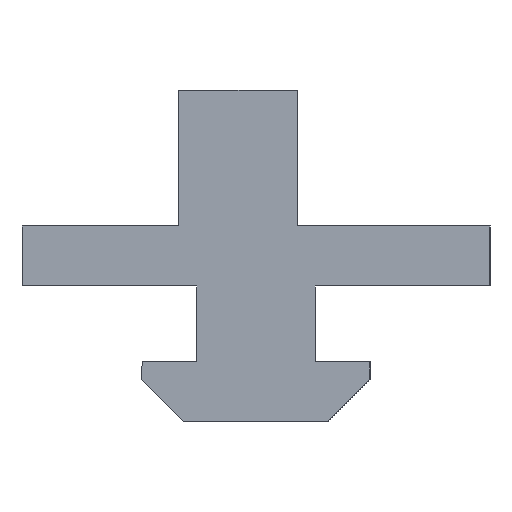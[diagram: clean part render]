
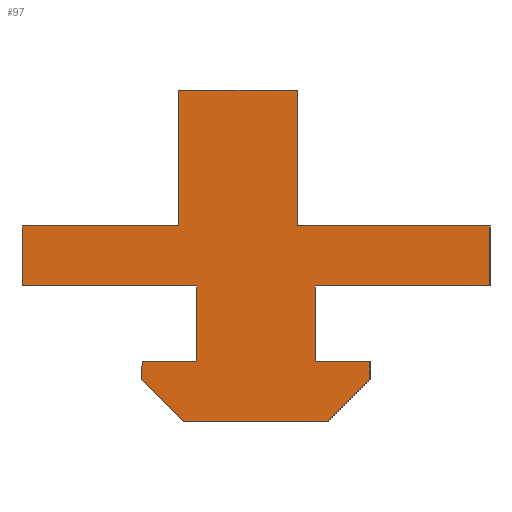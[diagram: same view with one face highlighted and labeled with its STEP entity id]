
A CAD part, left-side view. The second image highlights one B-rep face of the part: STEP entity #97.
In plain terms, the highlighted planar face has unit normal (-1, 0, 0).
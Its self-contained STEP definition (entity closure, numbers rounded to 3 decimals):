
#5 = CARTESIAN_POINT ( 'NONE',  ( 0., -4.95, 0. ) ) ;
#14 = VECTOR ( 'NONE', #1039, 1000. ) ;
#26 = LINE ( 'NONE', #945, #14 ) ;
#27 = VECTOR ( 'NONE', #54, 1000. ) ;
#30 = CARTESIAN_POINT ( 'NONE',  ( 0., -6., -11.3 ) ) ;
#36 = DIRECTION ( 'NONE',  ( 0., -1., 0. ) ) ;
#39 = LINE ( 'NONE', #932, #619 ) ;
#40 = LINE ( 'NONE', #197, #946 ) ;
#42 = ORIENTED_EDGE ( 'NONE', *, *, #496, .T. ) ;
#53 = ORIENTED_EDGE ( 'NONE', *, *, #613, .T. ) ;
#54 = DIRECTION ( 'NONE',  ( 0., 1., 0. ) ) ;
#58 = EDGE_CURVE ( 'NONE', #500, #169, #225, .T. ) ;
#68 = VECTOR ( 'NONE', #813, 1000. ) ;
#71 = DIRECTION ( 'NONE',  ( 0., -1., 0. ) ) ;
#90 = EDGE_CURVE ( 'NONE', #895, #500, #893, .T. ) ;
#94 = VECTOR ( 'NONE', #1073, 1000. ) ;
#97 = ADVANCED_FACE ( 'NONE', ( #1104 ), #660, .T. ) ;
#101 = CARTESIAN_POINT ( 'NONE',  ( 0., 6., -11.3 ) ) ;
#128 = VERTEX_POINT ( 'NONE', #507 ) ;
#139 = CARTESIAN_POINT ( 'NONE',  ( 0., 9.5, -6.3 ) ) ;
#144 = VERTEX_POINT ( 'NONE', #410 ) ;
#148 = DIRECTION ( 'NONE',  ( 0., -1., 0. ) ) ;
#158 = EDGE_CURVE ( 'NONE', #322, #966, #636, .T. ) ;
#160 = CARTESIAN_POINT ( 'NONE',  ( 0., 0., -11.3 ) ) ;
#167 = LINE ( 'NONE', #848, #27 ) ;
#169 = VERTEX_POINT ( 'NONE', #401 ) ;
#177 = EDGE_CURVE ( 'NONE', #128, #966, #167, .T. ) ;
#183 = CARTESIAN_POINT ( 'NONE',  ( 0., 4.95, 0. ) ) ;
#196 = VERTEX_POINT ( 'NONE', #493 ) ;
#197 = CARTESIAN_POINT ( 'NONE',  ( 0., 9.5, -7.8 ) ) ;
#201 = CARTESIAN_POINT ( 'NONE',  ( 0., 19.5, 0. ) ) ;
#209 = LINE ( 'NONE', #251, #916 ) ;
#215 = ORIENTED_EDGE ( 'NONE', *, *, #741, .T. ) ;
#217 = EDGE_LOOP ( 'NONE', ( #53, #996, #774, #766, #295, #909, #403, #1035, #215, #296, #1032, #643, #791, #455, #1108, #608, #42, #993 ) ) ;
#225 = LINE ( 'NONE', #816, #1130 ) ;
#230 = VERTEX_POINT ( 'NONE', #341 ) ;
#245 = CARTESIAN_POINT ( 'NONE',  ( 0., 0., 0. ) ) ;
#251 = CARTESIAN_POINT ( 'NONE',  ( 0., -6., -11.3 ) ) ;
#268 = VERTEX_POINT ( 'NONE', #600 ) ;
#280 = LINE ( 'NONE', #201, #68 ) ;
#287 = EDGE_CURVE ( 'NONE', #169, #196, #524, .T. ) ;
#295 = ORIENTED_EDGE ( 'NONE', *, *, #90, .T. ) ;
#296 = ORIENTED_EDGE ( 'NONE', *, *, #399, .T. ) ;
#301 = CARTESIAN_POINT ( 'NONE',  ( 0., 0., -6.3 ) ) ;
#314 = DIRECTION ( 'NONE',  ( -1., 0., 0. ) ) ;
#321 = EDGE_CURVE ( 'NONE', #571, #895, #691, .T. ) ;
#322 = VERTEX_POINT ( 'NONE', #686 ) ;
#330 = DIRECTION ( 'NONE',  ( 0., 0., 1. ) ) ;
#341 = CARTESIAN_POINT ( 'NONE',  ( 0., -4.95, -6.3 ) ) ;
#356 = EDGE_CURVE ( 'NONE', #144, #268, #26, .T. ) ;
#373 = LINE ( 'NONE', #822, #582 ) ;
#376 = VERTEX_POINT ( 'NONE', #690 ) ;
#382 = DIRECTION ( 'NONE',  ( 0., -0.707, -0.707 ) ) ;
#397 = LINE ( 'NONE', #1110, #944 ) ;
#399 = EDGE_CURVE ( 'NONE', #937, #128, #930, .T. ) ;
#400 = LINE ( 'NONE', #301, #94 ) ;
#401 = CARTESIAN_POINT ( 'NONE',  ( 0., 6.45, 5. ) ) ;
#403 = ORIENTED_EDGE ( 'NONE', *, *, #287, .T. ) ;
#410 = CARTESIAN_POINT ( 'NONE',  ( 0., -9.5, -6.3 ) ) ;
#412 = CARTESIAN_POINT ( 'NONE',  ( 0., -19.5, 0. ) ) ;
#413 = EDGE_CURVE ( 'NONE', #230, #679, #701, .T. ) ;
#436 = DIRECTION ( 'NONE',  ( 0., -0.707, 0.707 ) ) ;
#445 = EDGE_CURVE ( 'NONE', #196, #722, #280, .T. ) ;
#452 = LINE ( 'NONE', #412, #480 ) ;
#455 = ORIENTED_EDGE ( 'NONE', *, *, #805, .T. ) ;
#467 = CARTESIAN_POINT ( 'NONE',  ( 0., -3.45, 5. ) ) ;
#480 = VECTOR ( 'NONE', #505, 1000. ) ;
#493 = CARTESIAN_POINT ( 'NONE',  ( 0., 19.5, 5. ) ) ;
#496 = EDGE_CURVE ( 'NONE', #144, #230, #400, .T. ) ;
#500 = VERTEX_POINT ( 'NONE', #648 ) ;
#505 = DIRECTION ( 'NONE',  ( 0., 0., -1. ) ) ;
#506 = EDGE_CURVE ( 'NONE', #322, #542, #40, .T. ) ;
#507 = CARTESIAN_POINT ( 'NONE',  ( 0., 4.95, -6.3 ) ) ;
#514 = CARTESIAN_POINT ( 'NONE',  ( 0., 0., 5. ) ) ;
#524 = LINE ( 'NONE', #514, #1103 ) ;
#526 = VERTEX_POINT ( 'NONE', #30 ) ;
#536 = DIRECTION ( 'NONE',  ( 0., 0., -1. ) ) ;
#542 = VERTEX_POINT ( 'NONE', #101 ) ;
#563 = DIRECTION ( 'NONE',  ( 0., 0., -1. ) ) ;
#564 = AXIS2_PLACEMENT_3D ( 'NONE', #245, #314, #755 ) ;
#570 = CARTESIAN_POINT ( 'NONE',  ( 0., 0., 16.3 ) ) ;
#571 = VERTEX_POINT ( 'NONE', #467 ) ;
#582 = VECTOR ( 'NONE', #36, 1000. ) ;
#593 = VECTOR ( 'NONE', #71, 1000. ) ;
#595 = VECTOR ( 'NONE', #330, 1000. ) ;
#600 = CARTESIAN_POINT ( 'NONE',  ( 0., -9.5, -7.8 ) ) ;
#601 = CARTESIAN_POINT ( 'NONE',  ( 0., -3.45, 16.3 ) ) ;
#608 = ORIENTED_EDGE ( 'NONE', *, *, #356, .F. ) ;
#613 = EDGE_CURVE ( 'NONE', #679, #376, #373, .T. ) ;
#619 = VECTOR ( 'NONE', #148, 1000. ) ;
#635 = VECTOR ( 'NONE', #699, 1000. ) ;
#636 = LINE ( 'NONE', #139, #595 ) ;
#643 = ORIENTED_EDGE ( 'NONE', *, *, #158, .F. ) ;
#648 = CARTESIAN_POINT ( 'NONE',  ( 0., 6.45, 16.3 ) ) ;
#660 = PLANE ( 'NONE',  #564 ) ;
#679 = VERTEX_POINT ( 'NONE', #943 ) ;
#686 = CARTESIAN_POINT ( 'NONE',  ( 0., 9.5, -7.8 ) ) ;
#690 = CARTESIAN_POINT ( 'NONE',  ( 0., -19.5, 0. ) ) ;
#691 = LINE ( 'NONE', #1135, #798 ) ;
#699 = DIRECTION ( 'NONE',  ( 0., 0., 1. ) ) ;
#701 = LINE ( 'NONE', #5, #635 ) ;
#722 = VERTEX_POINT ( 'NONE', #763 ) ;
#724 = EDGE_CURVE ( 'NONE', #571, #871, #39, .T. ) ;
#741 = EDGE_CURVE ( 'NONE', #722, #937, #397, .T. ) ;
#745 = DIRECTION ( 'NONE',  ( 0., 1., 0. ) ) ;
#749 = EDGE_CURVE ( 'NONE', #871, #376, #452, .T. ) ;
#755 = DIRECTION ( 'NONE',  ( 0., -1., 0. ) ) ;
#763 = CARTESIAN_POINT ( 'NONE',  ( 0., 19.5, 0. ) ) ;
#766 = ORIENTED_EDGE ( 'NONE', *, *, #321, .T. ) ;
#774 = ORIENTED_EDGE ( 'NONE', *, *, #724, .F. ) ;
#791 = ORIENTED_EDGE ( 'NONE', *, *, #506, .T. ) ;
#792 = EDGE_CURVE ( 'NONE', #526, #268, #209, .T. ) ;
#798 = VECTOR ( 'NONE', #1034, 1000. ) ;
#805 = EDGE_CURVE ( 'NONE', #542, #526, #1029, .T. ) ;
#813 = DIRECTION ( 'NONE',  ( 0., 0., -1. ) ) ;
#816 = CARTESIAN_POINT ( 'NONE',  ( 0., 6.45, 0. ) ) ;
#822 = CARTESIAN_POINT ( 'NONE',  ( 0., 0., 0. ) ) ;
#823 = VECTOR ( 'NONE', #745, 1000. ) ;
#848 = CARTESIAN_POINT ( 'NONE',  ( 0., 0., -6.3 ) ) ;
#850 = DIRECTION ( 'NONE',  ( 0., -1., 0. ) ) ;
#871 = VERTEX_POINT ( 'NONE', #959 ) ;
#891 = CARTESIAN_POINT ( 'NONE',  ( 0., 4.95, 0. ) ) ;
#893 = LINE ( 'NONE', #570, #823 ) ;
#895 = VERTEX_POINT ( 'NONE', #601 ) ;
#909 = ORIENTED_EDGE ( 'NONE', *, *, #58, .T. ) ;
#916 = VECTOR ( 'NONE', #436, 1000. ) ;
#930 = LINE ( 'NONE', #183, #975 ) ;
#932 = CARTESIAN_POINT ( 'NONE',  ( 0., -19.5, 5. ) ) ;
#937 = VERTEX_POINT ( 'NONE', #891 ) ;
#943 = CARTESIAN_POINT ( 'NONE',  ( 0., -4.95, 0. ) ) ;
#944 = VECTOR ( 'NONE', #850, 1000. ) ;
#945 = CARTESIAN_POINT ( 'NONE',  ( 0., -9.5, -7.8 ) ) ;
#946 = VECTOR ( 'NONE', #382, 1000. ) ;
#959 = CARTESIAN_POINT ( 'NONE',  ( 0., -19.5, 5. ) ) ;
#966 = VERTEX_POINT ( 'NONE', #970 ) ;
#970 = CARTESIAN_POINT ( 'NONE',  ( 0., 9.5, -6.3 ) ) ;
#975 = VECTOR ( 'NONE', #536, 1000. ) ;
#993 = ORIENTED_EDGE ( 'NONE', *, *, #413, .T. ) ;
#996 = ORIENTED_EDGE ( 'NONE', *, *, #749, .F. ) ;
#1029 = LINE ( 'NONE', #160, #593 ) ;
#1032 = ORIENTED_EDGE ( 'NONE', *, *, #177, .T. ) ;
#1034 = DIRECTION ( 'NONE',  ( 0., 0., 1. ) ) ;
#1035 = ORIENTED_EDGE ( 'NONE', *, *, #445, .T. ) ;
#1039 = DIRECTION ( 'NONE',  ( 0., 0., -1. ) ) ;
#1052 = DIRECTION ( 'NONE',  ( 0., 1., 0. ) ) ;
#1073 = DIRECTION ( 'NONE',  ( 0., 1., 0. ) ) ;
#1103 = VECTOR ( 'NONE', #1052, 1000. ) ;
#1104 = FACE_OUTER_BOUND ( 'NONE', #217, .T. ) ;
#1108 = ORIENTED_EDGE ( 'NONE', *, *, #792, .T. ) ;
#1110 = CARTESIAN_POINT ( 'NONE',  ( 0., 0., 0. ) ) ;
#1130 = VECTOR ( 'NONE', #563, 1000. ) ;
#1135 = CARTESIAN_POINT ( 'NONE',  ( 0., -3.45, 0. ) ) ;
